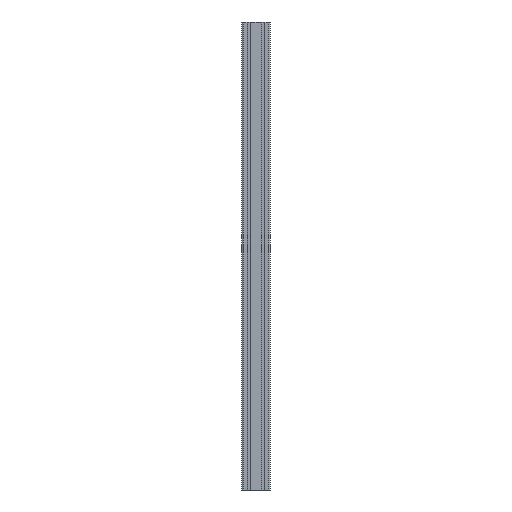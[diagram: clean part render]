
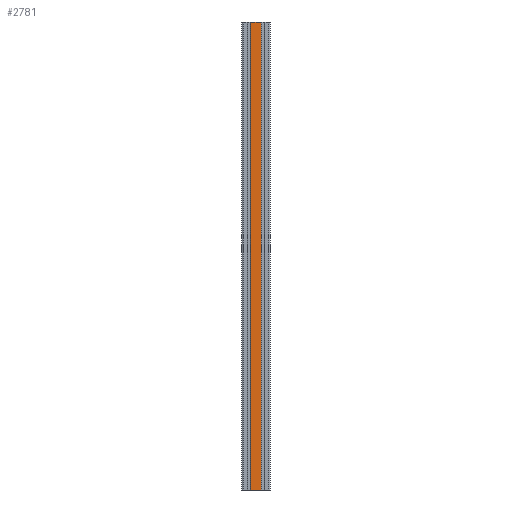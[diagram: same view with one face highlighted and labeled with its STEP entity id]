
A CAD part, front view. The second image highlights one B-rep face of the part: STEP entity #2781.
In plain terms, the highlighted planar face has unit normal (0, -1, 0).
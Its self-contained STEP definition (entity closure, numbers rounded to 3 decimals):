
#66=PLANE($,#3040);
#189=FACE_OUTER_BOUND($,#329,.T.);
#329=EDGE_LOOP($,(#2171,#2172,#2173,#2174));
#567=LINE($,#4591,#835);
#568=LINE($,#4594,#836);
#569=LINE($,#4596,#837);
#570=LINE($,#4597,#838);
#835=VECTOR($,#3744,1000.);
#836=VECTOR($,#3747,21.8);
#837=VECTOR($,#3748,21.8);
#838=VECTOR($,#3749,1000.);
#1267=VERTEX_POINT($,#4587);
#1268=VERTEX_POINT($,#4589);
#1269=VERTEX_POINT($,#4593);
#1270=VERTEX_POINT($,#4595);
#1649=EDGE_CURVE($,#1267,#1268,#567,.T.);
#1650=EDGE_CURVE($,#1269,#1267,#568,.T.);
#1651=EDGE_CURVE($,#1270,#1268,#569,.T.);
#1652=EDGE_CURVE($,#1269,#1270,#570,.T.);
#2171=ORIENTED_EDGE($,*,*,#1650,.T.);
#2172=ORIENTED_EDGE($,*,*,#1649,.T.);
#2173=ORIENTED_EDGE($,*,*,#1651,.F.);
#2174=ORIENTED_EDGE($,*,*,#1652,.F.);
#2781=ADVANCED_FACE($,(#189),#66,.T.);
#3040=AXIS2_PLACEMENT_3D($,#4592,#3745,#3746);
#3744=DIRECTION($,(0.,0.,1.));
#3745=DIRECTION('center_axis',(0.,-1.,0.));
#3746=DIRECTION('ref_axis',(1.,0.,0.));
#3747=DIRECTION($,(1.,0.,0.));
#3748=DIRECTION($,(1.,0.,0.));
#3749=DIRECTION($,(0.,0.,1.));
#4587=CARTESIAN_POINT('',(37.9,-12.,0.));
#4589=CARTESIAN_POINT('',(37.9,-12.,1000.));
#4591=CARTESIAN_POINT($,(37.9,-12.,0.));
#4592=CARTESIAN_POINT('Origin',(16.1,-12.,0.));
#4593=CARTESIAN_POINT('',(16.1,-12.,0.));
#4594=CARTESIAN_POINT($,(16.1,-12.,0.));
#4595=CARTESIAN_POINT('',(16.1,-12.,1000.));
#4596=CARTESIAN_POINT($,(16.1,-12.,1000.));
#4597=CARTESIAN_POINT($,(16.1,-12.,0.));
